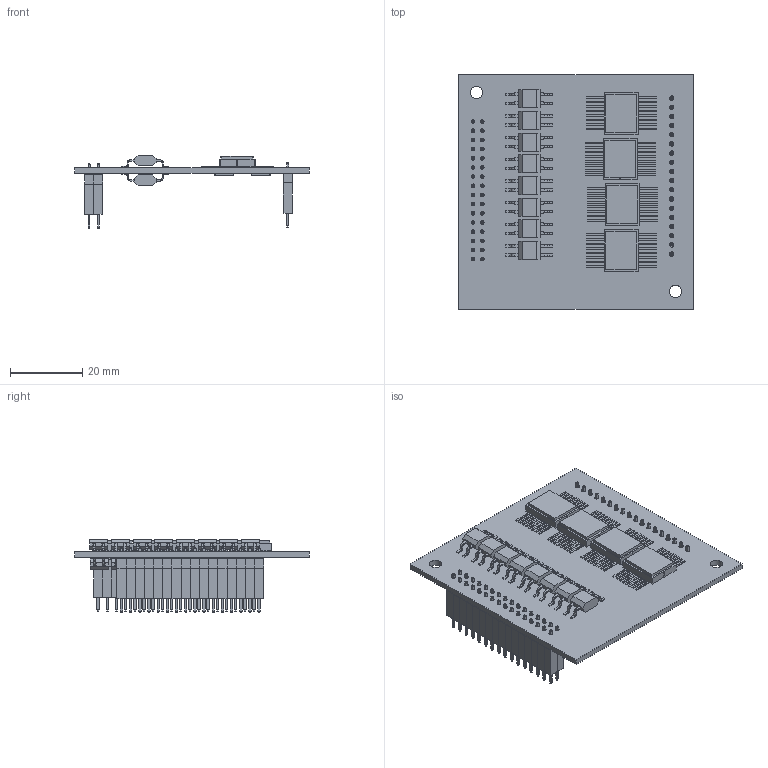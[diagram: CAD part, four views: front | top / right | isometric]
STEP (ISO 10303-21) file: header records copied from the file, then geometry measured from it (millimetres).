
FILE_DESCRIPTION(('STEP AP214'), '1');
FILE_NAME('Open CASCADE STEP translator 6.9 1', '2019-10-01T13:22:54', ('UNSPECIFIED'), ('UNSPECIFIED'), 'ASCON STEP Converter 1.3', 'ASCON Math Kernel', '');
FILE_SCHEMA(('AUTOMOTIVE_DESIGN { 1 0 10303 214 3 1 1}'));
Length unit declared in the file: millimetre
Products named in the file (15): Open CASCADE STEP translator 6.9 1; SNP46-32BP21-2; COMPOUND; 249KP25AT; SOLID; RES_2010_(0,5W); DIODE_2D906A1
Assembly tree (113 placements, depth 3):
  Open CASCADE STEP translator 6.9 1
    SNP46-32BP21-2
      COMPOUND
    249KP25AT  x4
      SOLID
    RES_2010_(0,5W)  x16
      SOLID
    DIODE_2D906A1  x16
      SOLID
    COMPOUND
    (unnamed)
      (unnamed)  x18
    (unnamed)
      (unnamed)  x32
    (unnamed)
      (unnamed)  x18
Bounding box: 65 x 65 x 20.43 mm (x, y, z)
Volume: 13228.6 mm3; surface area: 23772.3 mm2
Topology: 152 solids, 152 shells, 5014 faces, 12095 edges, 7750 vertices
Faces by surface type: plane 4591, cylinder 423
Full cylindrical faces by diameter (mm): 0.4 x65, 0.42 x50, 1 x32, 1.2 x18, 3.4 x2
Entity records: 56814 total; most frequent: CARTESIAN_POINT 7106, DIRECTION 6860, ORIENTED_EDGE 6628, EDGE_CURVE 3314, LINE 3080, VECTOR 3080, VERTEX_POINT 2136, EDGE_LOOP 1892
